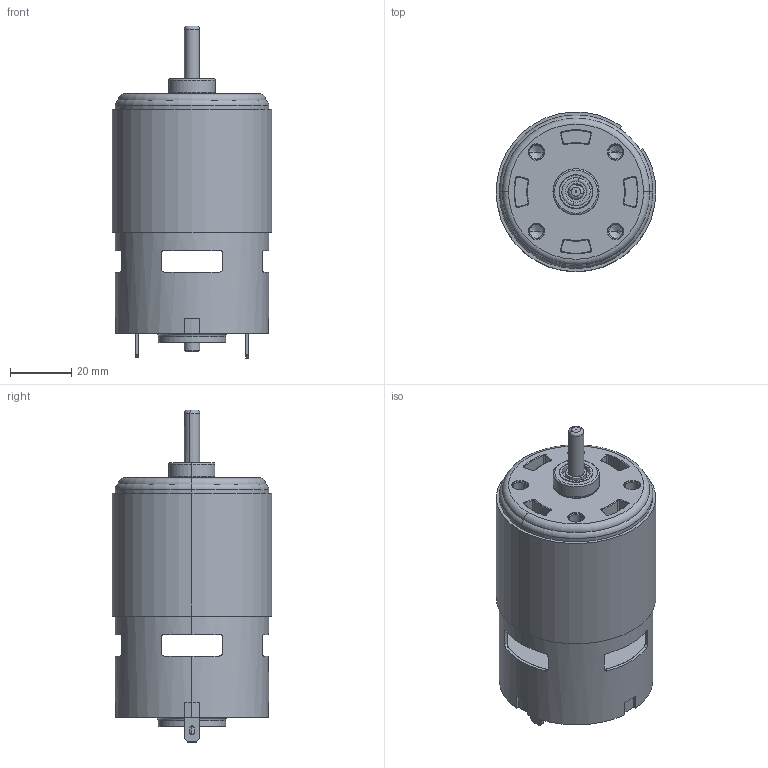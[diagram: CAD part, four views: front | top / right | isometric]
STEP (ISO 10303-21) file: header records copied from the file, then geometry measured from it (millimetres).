
FILE_DESCRIPTION (( 'STEP AP214' ), '1' );
FILE_NAME ('Motor DC.STEP', '2025-06-15T14:33:30', ( '' ), ( '' ), 'SwSTEP 2.0', 'SolidWorks 2022', '' );
FILE_SCHEMA (( 'AUTOMOTIVE_DESIGN' ));
Length unit declared in the file: millimetre
Products named in the file (1): Motor DC
Bounding box: 52 x 51.94 x 108.1 mm (x, y, z)
Volume: 119174.8 mm3; surface area: 41371.2 mm2
Topology: 9 solids, 9 shells, 295 faces, 725 edges, 445 vertices
Faces by surface type: cylinder 118, plane 93, cone 58, torus 26
Entity records: 12314 total; most frequent: CARTESIAN_POINT 1755, DIRECTION 1617, ORIENTED_EDGE 1434, EDGE_CURVE 717, AXIS2_PLACEMENT_3D 637, VERTEX_POINT 445, LINE 343, VECTOR 343
